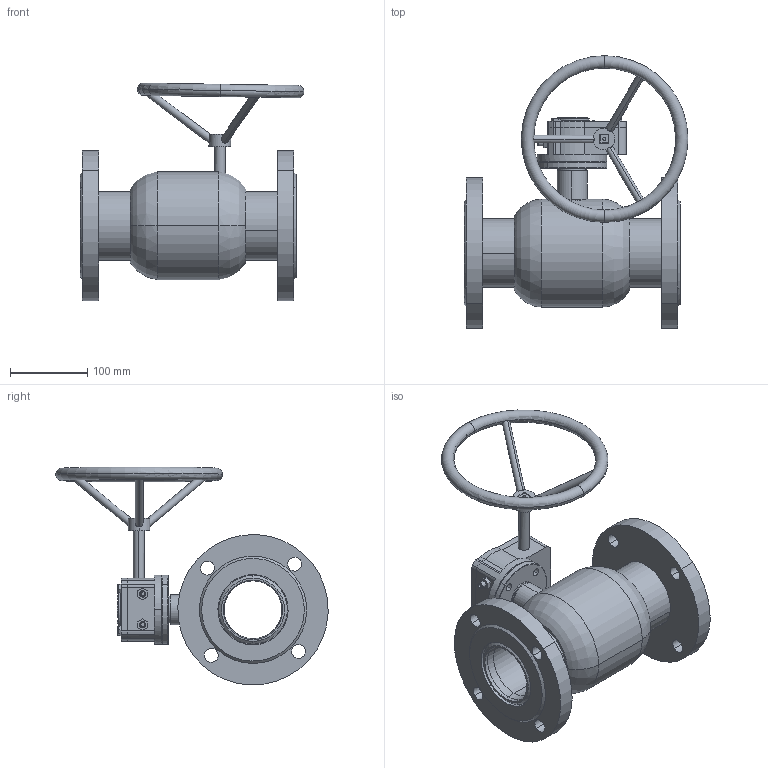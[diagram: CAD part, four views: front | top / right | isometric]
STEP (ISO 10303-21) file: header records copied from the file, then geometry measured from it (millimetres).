
FILE_DESCRIPTION (( 'STEP AP214' ), '1' );
FILE_NAME ('DN80涡轮法兰球阀PN16.STEP', '2023-10-07T07:13:10', ( '' ), ( '' ), 'SwSTEP 2.0', 'SolidWorks 2019', '' );
FILE_SCHEMA (( 'AUTOMOTIVE_DESIGN' ));
Length unit declared in the file: millimetre
Products named in the file (10): DN100恘謫; 80概极; 80-100攫; Q61F-80-5粣杶; DN80涡轮法兰球阀PN16; DN100忒謫; 100恦謫; Q61F-80-4傻諉; 80楊擘1.6..; Q61F-80-3概裝
Assembly tree (11 placements, depth 3):
  DN80涡轮法兰球阀PN16
    80概极
    Q61F-80-4傻諉  x2
    Q61F-80-5粣杶
    Q61F-80-3概裝
    80-100攫
    100恦謫
      DN100恘謫
      DN100忒謫
    80楊擘1.6..  x2
Bounding box: 290.24 x 352.91 x 282.34 mm (x, y, z)
Volume: 2353475.1 mm3; surface area: 539188 mm2
Topology: 21 solids, 21 shells, 617 faces, 1571 edges, 1019 vertices
Faces by surface type: plane 330, cylinder 172, bspline 65, torus 28, cone 22
Entity records: 23011 total; most frequent: CARTESIAN_POINT 7493, ORIENTED_EDGE 2982, DIRECTION 2691, EDGE_CURVE 1491, VERTEX_POINT 969, LINE 951, VECTOR 951, AXIS2_PLACEMENT_3D 870
